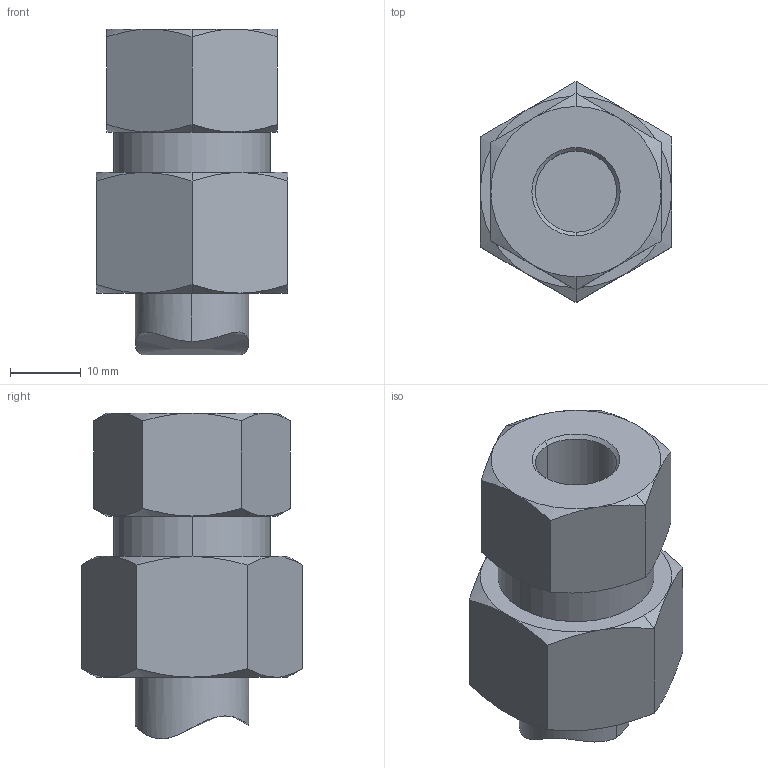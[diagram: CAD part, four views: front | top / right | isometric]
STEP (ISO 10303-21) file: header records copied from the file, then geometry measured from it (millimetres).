
FILE_DESCRIPTION(('STEP AP214'),'1');
FILE_NAME('0114_16_13.stp','2016-07-07T14:13:35',('TraceParts'),('TraceParts S.A.'),'Spatial InterOp 3D',' ',' ');
FILE_SCHEMA(('automotive_design'));
Length unit declared in the file: millimetre
Products named in the file (1): 0114-16-13_ASM|Next assembly relationship#0114-16-13U;0114-16-13U
Bounding box: 27 x 31.18 x 45.9 mm (x, y, z)
Volume: 19249.9 mm3; surface area: 7329.8 mm2
Topology: 1 solids, 2 shells, 115 faces, 261 edges, 159 vertices
Faces by surface type: cone 44, plane 41, cylinder 23, torus 6, extrusion 1
Entity records: 3538 total; most frequent: CARTESIAN_POINT 957, DIRECTION 547, ORIENTED_EDGE 522, EDGE_CURVE 261, AXIS2_PLACEMENT_3D 220, VERTEX_POINT 159, EDGE_LOOP 126, ADVANCED_FACE 115
